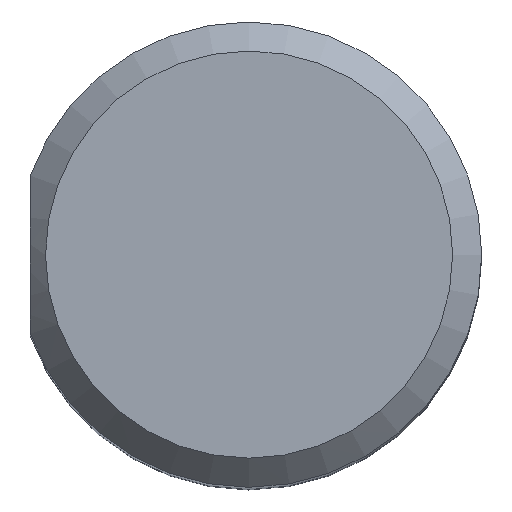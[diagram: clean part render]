
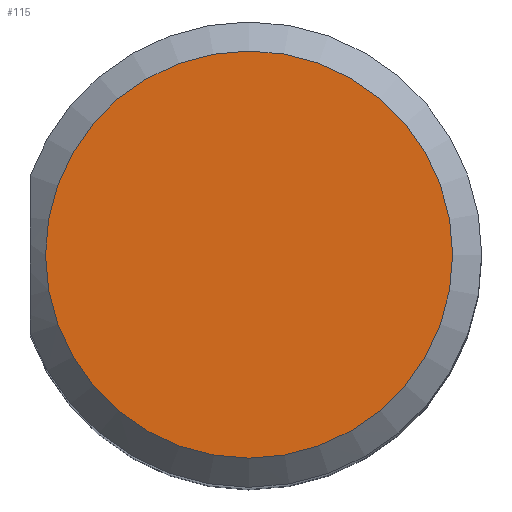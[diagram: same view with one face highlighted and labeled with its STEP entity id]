
A CAD part, top view. The second image highlights one B-rep face of the part: STEP entity #115.
In plain terms, the highlighted planar face has unit normal (0, 0, 1).
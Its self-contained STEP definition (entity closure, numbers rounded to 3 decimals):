
#57=PLANE('',#471);
#115=ADVANCED_FACE('',(#143),#57,.T.);
#143=FACE_OUTER_BOUND('',#169,.T.);
#169=EDGE_LOOP('',(#235));
#235=ORIENTED_EDGE('',*,*,#359,.T.);
#321=VERTEX_POINT('',#706);
#359=EDGE_CURVE('',#321,#321,#401,.T.);
#401=CIRCLE('',#464,7.);
#464=AXIS2_PLACEMENT_3D('',#705,#536,#537);
#471=AXIS2_PLACEMENT_3D('',#799,#552,#553);
#536=DIRECTION('',(0.,0.,1.));
#537=DIRECTION('',(1.,0.,0.));
#552=DIRECTION('',(0.,0.,1.));
#553=DIRECTION('',(1.,0.,0.));
#705=CARTESIAN_POINT('',(0.,0.,0.));
#706=CARTESIAN_POINT('',(7.,0.,0.));
#799=CARTESIAN_POINT('',(-3.,0.,0.));
